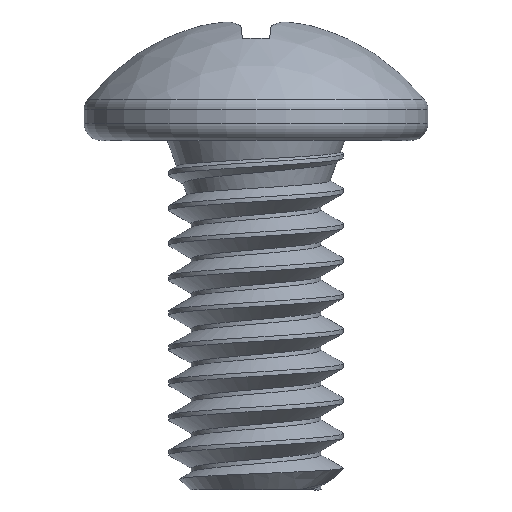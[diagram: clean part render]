
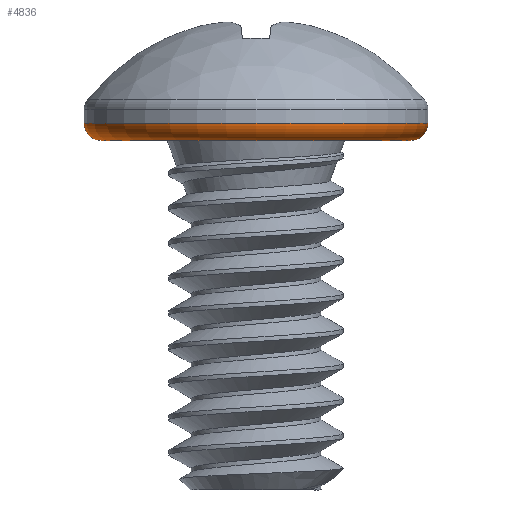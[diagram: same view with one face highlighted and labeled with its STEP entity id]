
A CAD part, left-side view. The second image highlights one B-rep face of the part: STEP entity #4836.
In plain terms, the highlighted toroidal (fillet/blend) face has major radius 5.624 mm and minor radius 0.625 mm.
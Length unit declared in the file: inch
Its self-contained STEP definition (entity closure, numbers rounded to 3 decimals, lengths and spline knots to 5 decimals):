
#159 = DIRECTION ( 'NONE',  ( 1., 0., 0. ) ) ;
#323 = CIRCLE ( 'NONE', #5097, 0.0246 ) ;
#339 = CARTESIAN_POINT ( 'NONE',  ( 0., -0.246, 0.1871 ) ) ;
#464 = EDGE_LOOP ( 'NONE', ( #2081, #2861, #4716, #5089 ) ) ;
#1047 = DIRECTION ( 'NONE',  ( 0., 0., 1. ) ) ;
#1051 = VERTEX_POINT ( 'NONE', #5122 ) ;
#1133 = CIRCLE ( 'NONE', #1292, 0.2214 ) ;
#1215 = EDGE_CURVE ( 'NONE', #4552, #1051, #1133, .T. ) ;
#1292 = AXIS2_PLACEMENT_3D ( 'NONE', #3573, #3131, #5134 ) ;
#1364 = TOROIDAL_SURFACE ( 'NONE', #4078, 0.2214, 0.0246 ) ;
#1441 = DIRECTION ( 'NONE',  ( 0., -1., 0. ) ) ;
#1492 = EDGE_CURVE ( 'NONE', #1051, #2212, #3181, .T. ) ;
#1556 = EDGE_CURVE ( 'NONE', #4552, #3520, #323, .T. ) ;
#1581 = DIRECTION ( 'NONE',  ( 0., -1., 0. ) ) ;
#1746 = CIRCLE ( 'NONE', #3383, 0.246 ) ;
#1823 = CARTESIAN_POINT ( 'NONE',  ( 0., -0.2214, 0.1871 ) ) ;
#1865 = CARTESIAN_POINT ( 'NONE',  ( 0., 0.246, 0.1871 ) ) ;
#2007 = EDGE_CURVE ( 'NONE', #3520, #2212, #1746, .T. ) ;
#2081 = ORIENTED_EDGE ( 'NONE', *, *, #1556, .F. ) ;
#2212 = VERTEX_POINT ( 'NONE', #339 ) ;
#2739 = CARTESIAN_POINT ( 'NONE',  ( 0., 0., 0.1871 ) ) ;
#2861 = ORIENTED_EDGE ( 'NONE', *, *, #1215, .T. ) ;
#2903 = DIRECTION ( 'NONE',  ( 0., 1., 0. ) ) ;
#3129 = DIRECTION ( 'NONE',  ( 0., 0., 1. ) ) ;
#3131 = DIRECTION ( 'NONE',  ( 0., 0., 1. ) ) ;
#3181 = CIRCLE ( 'NONE', #4556, 0.0246 ) ;
#3383 = AXIS2_PLACEMENT_3D ( 'NONE', #4167, #1047, #1441 ) ;
#3429 = FACE_OUTER_BOUND ( 'NONE', #464, .T. ) ;
#3520 = VERTEX_POINT ( 'NONE', #1865 ) ;
#3573 = CARTESIAN_POINT ( 'NONE',  ( 0., 0., 0.1625 ) ) ;
#3756 = CARTESIAN_POINT ( 'NONE',  ( 0., 0.2214, 0.1625 ) ) ;
#4078 = AXIS2_PLACEMENT_3D ( 'NONE', #2739, #3129, #1581 ) ;
#4099 = DIRECTION ( 'NONE',  ( -1., 0., 0. ) ) ;
#4167 = CARTESIAN_POINT ( 'NONE',  ( 0., 0., 0.1871 ) ) ;
#4430 = CARTESIAN_POINT ( 'NONE',  ( 0., 0.2214, 0.1871 ) ) ;
#4552 = VERTEX_POINT ( 'NONE', #3756 ) ;
#4556 = AXIS2_PLACEMENT_3D ( 'NONE', #1823, #4099, #4570 ) ;
#4570 = DIRECTION ( 'NONE',  ( 0., 0., 1. ) ) ;
#4716 = ORIENTED_EDGE ( 'NONE', *, *, #1492, .T. ) ;
#4836 = ADVANCED_FACE ( 'NONE', ( #3429 ), #1364, .T. ) ;
#5089 = ORIENTED_EDGE ( 'NONE', *, *, #2007, .F. ) ;
#5097 = AXIS2_PLACEMENT_3D ( 'NONE', #4430, #159, #2903 ) ;
#5122 = CARTESIAN_POINT ( 'NONE',  ( 0., -0.2214, 0.1625 ) ) ;
#5134 = DIRECTION ( 'NONE',  ( 0., -1., 0. ) ) ;
